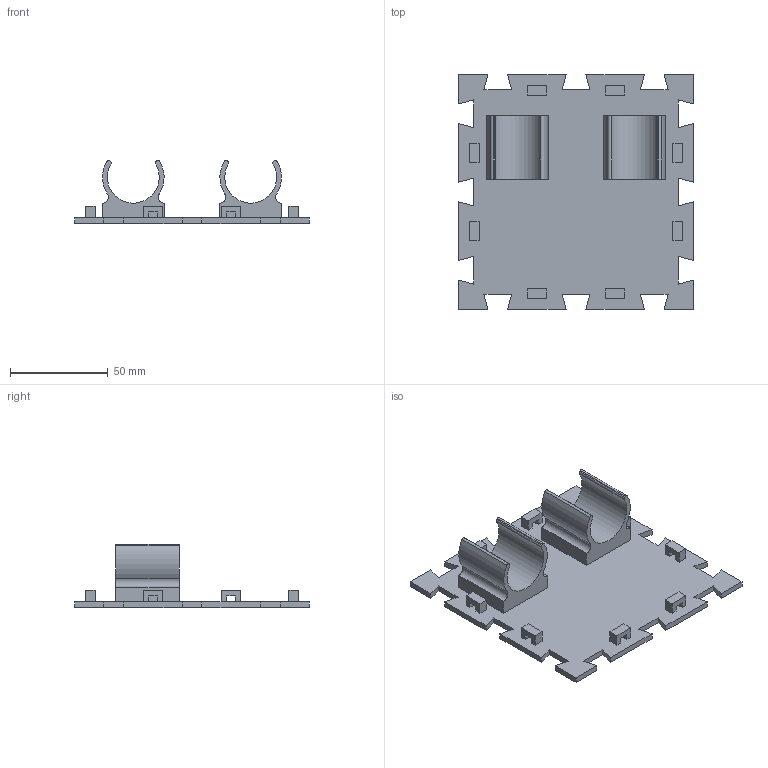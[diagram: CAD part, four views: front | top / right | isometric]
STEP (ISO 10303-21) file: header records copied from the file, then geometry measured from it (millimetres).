
FILE_DESCRIPTION(/* description */ (''),/* implementation_level */ '2;1');
FILE_NAME(/* name */ '6 pump_tile_2 v3.step',/* time_stamp */ '2024-10-01T12:43:28+02:00',/* author */ (''),/* organization */ (''),/* preprocessor_version */ 'ST-DEVELOPER v20',/* originating_system */ 'Autodesk Translation Framework v13.20.0.188',/* authorisation */ '');
FILE_SCHEMA (('AUTOMOTIVE_DESIGN { 1 0 10303 214 3 1 1 }'));
Length unit declared in the file: millimetre
Products named in the file (2): 6 pump_tile_2; 0 base_tile
Assembly tree (1 placements, depth 2):
  6 pump_tile_2
    0 base_tile
Bounding box: 120 x 120 x 32.32 mm (x, y, z)
Volume: 66759.7 mm3; surface area: 42868.4 mm2
Topology: 11 solids, 11 shells, 170 faces, 444 edges, 296 vertices
Faces by surface type: plane 152, cylinder 18
Entity records: 5189 total; most frequent: CARTESIAN_POINT 913, ORIENTED_EDGE 888, DIRECTION 826, EDGE_CURVE 444, LINE 408, VECTOR 408, VERTEX_POINT 296, AXIS2_PLACEMENT_3D 209
